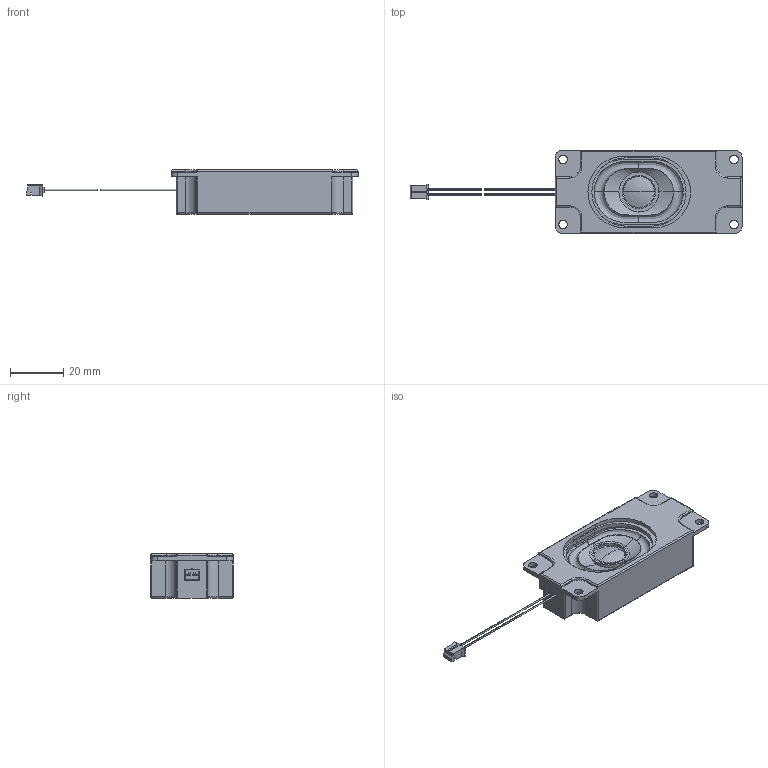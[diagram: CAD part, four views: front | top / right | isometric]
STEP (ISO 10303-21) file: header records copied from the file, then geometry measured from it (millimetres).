
FILE_DESCRIPTION (( 'STEP AP214' ), '1' );
FILE_NAME ('CUI_DEVICES_CES-703116-28PM.step', '2020-08-31T23:53:21', ( '' ), ( '' ), 'SwSTEP 2.0', 'SolidWorks 2020', '' );
FILE_SCHEMA (( 'AUTOMOTIVE_DESIGN' ));
Length unit declared in the file: inch
Products named in the file (1): CUI_DEVICES_CES-703116-28PM
Bounding box: 124.35 x 31 x 16.5 mm (x, y, z)
Volume: 23584.9 mm3; surface area: 16108.6 mm2
Topology: 4 solids, 4 shells, 380 faces, 1020 edges, 654 vertices
Faces by surface type: plane 210, cylinder 134, bspline 20, torus 16
Entity records: 15621 total; most frequent: CARTESIAN_POINT 5882, ORIENTED_EDGE 2032, DIRECTION 1961, EDGE_CURVE 1016, LINE 671, VECTOR 671, VERTEX_POINT 654, AXIS2_PLACEMENT_3D 645
